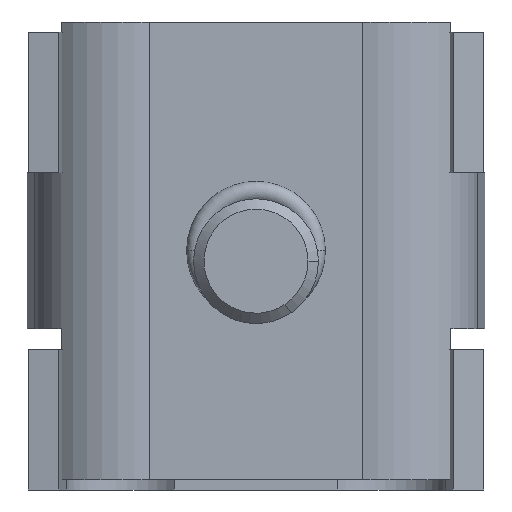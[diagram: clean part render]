
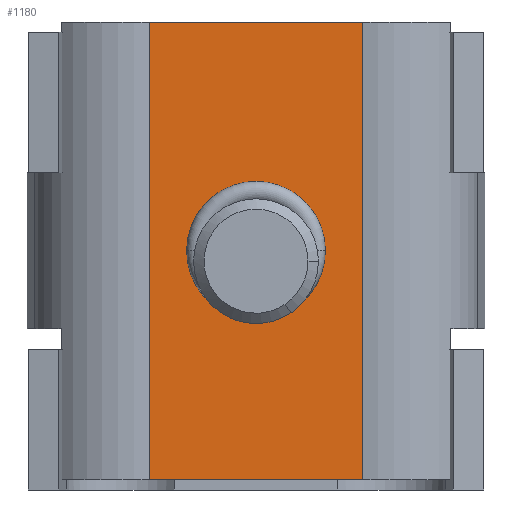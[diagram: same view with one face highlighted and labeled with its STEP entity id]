
A CAD part, front view. The second image highlights one B-rep face of the part: STEP entity #1180.
In plain terms, the highlighted planar face has unit normal (0, -1, 0).
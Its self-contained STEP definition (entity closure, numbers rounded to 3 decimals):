
#679=DIRECTION('',(1.,0.,0.));
#680=VECTOR('',#679,10.253);
#681=CARTESIAN_POINT('',(-115.491,-269.266,-6.5));
#682=LINE('',#681,#680);
#688=DIRECTION('',(0.,0.,-1.));
#689=VECTOR('',#688,22.);
#690=CARTESIAN_POINT('',(-115.491,-269.266,-6.5));
#691=LINE('',#690,#689);
#704=CARTESIAN_POINT('',(-110.364,-269.266,-17.5));
#705=DIRECTION('',(0.,-1.,0.));
#706=DIRECTION('',(-1.,0.,0.));
#707=AXIS2_PLACEMENT_3D('',#704,#705,#706);
#709=CARTESIAN_POINT('',(-110.364,-269.266,-17.5));
#710=DIRECTION('',(0.,-1.,0.));
#711=DIRECTION('',(1.,0.,0.));
#712=AXIS2_PLACEMENT_3D('',#709,#710,#711);
#714=DIRECTION('',(1.,0.,0.));
#715=VECTOR('',#714,10.253);
#716=CARTESIAN_POINT('',(-115.491,-269.266,-28.5));
#717=LINE('',#716,#715);
#896=DIRECTION('',(0.,0.,1.));
#897=VECTOR('',#896,22.);
#898=CARTESIAN_POINT('',(-105.238,-269.266,-28.5));
#899=LINE('',#898,#897);
#1084=CARTESIAN_POINT('',(-115.491,-269.266,-6.5));
#1085=CARTESIAN_POINT('',(-105.238,-269.266,-6.5));
#1086=VERTEX_POINT('',#1084);
#1087=VERTEX_POINT('',#1085);
#1088=CARTESIAN_POINT('',(-115.491,-269.266,-28.5));
#1089=CARTESIAN_POINT('',(-105.238,-269.266,-28.5));
#1090=VERTEX_POINT('',#1088);
#1091=VERTEX_POINT('',#1089);
#1092=CARTESIAN_POINT('',(-113.702,-269.266,-17.5));
#1093=CARTESIAN_POINT('',(-107.027,-269.266,-17.5));
#1094=VERTEX_POINT('',#1092);
#1095=VERTEX_POINT('',#1093);
#1161=CARTESIAN_POINT('',(-107.027,-269.266,-7.));
#1162=DIRECTION('',(0.,1.,0.));
#1163=DIRECTION('',(-1.,0.,0.));
#1164=AXIS2_PLACEMENT_3D('',#1161,#1162,#1163);
#1165=PLANE('',#1164);
#1166=ORIENTED_EDGE('',*,*,#1144,.F.);
#1167=ORIENTED_EDGE('',*,*,#1117,.T.);
#1169=ORIENTED_EDGE('',*,*,#1168,.F.);
#1171=ORIENTED_EDGE('',*,*,#1170,.F.);
#1172=EDGE_LOOP('',(#1166,#1167,#1169,#1171));
#1173=FACE_OUTER_BOUND('',#1172,.F.);
#1175=ORIENTED_EDGE('',*,*,#1174,.T.);
#1177=ORIENTED_EDGE('',*,*,#1176,.T.);
#1178=EDGE_LOOP('',(#1175,#1177));
#1179=FACE_BOUND('',#1178,.F.);
#1180=ADVANCED_FACE('',(#1173,#1179),#1165,.F.);
#708=CIRCLE('',#707,3.338);
#713=CIRCLE('',#712,3.338);
#1117=EDGE_CURVE('',#1086,#1087,#682,.T.);
#1144=EDGE_CURVE('',#1086,#1090,#691,.T.);
#1168=EDGE_CURVE('',#1091,#1087,#899,.T.);
#1170=EDGE_CURVE('',#1090,#1091,#717,.T.);
#1174=EDGE_CURVE('',#1094,#1095,#708,.T.);
#1176=EDGE_CURVE('',#1095,#1094,#713,.T.);
